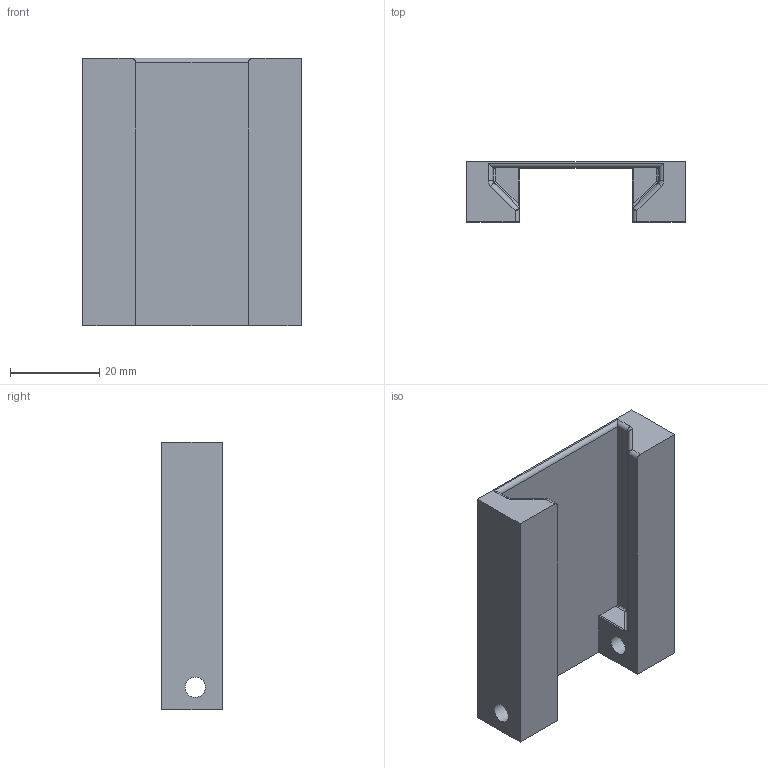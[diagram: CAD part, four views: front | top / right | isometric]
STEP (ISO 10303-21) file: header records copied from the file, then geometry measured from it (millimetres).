
FILE_DESCRIPTION (( 'STEP AP214' ), '1' );
FILE_NAME ('dovetail_female.STEP', '2020-08-05T07:08:56', ( '' ), ( '' ), 'SwSTEP 2.0', 'SolidWorks 2019', '' );
FILE_SCHEMA (( 'AUTOMOTIVE_DESIGN' ));
Length unit declared in the file: millimetre
Products named in the file (1): dovetail_female
Bounding box: 49 x 13.5 x 60 mm (x, y, z)
Volume: 17034.4 mm3; surface area: 10769.3 mm2
Topology: 1 solids, 1 shells, 53 faces, 137 edges, 84 vertices
Faces by surface type: plane 24, cylinder 21, bspline 4, sphere 2, torus 2
Full cylindrical faces by diameter (mm): 4.5 x2
Entity records: 1667 total; most frequent: CARTESIAN_POINT 391, ORIENTED_EDGE 262, DIRECTION 253, EDGE_CURVE 131, LINE 85, VECTOR 85, AXIS2_PLACEMENT_3D 84, VERTEX_POINT 82
